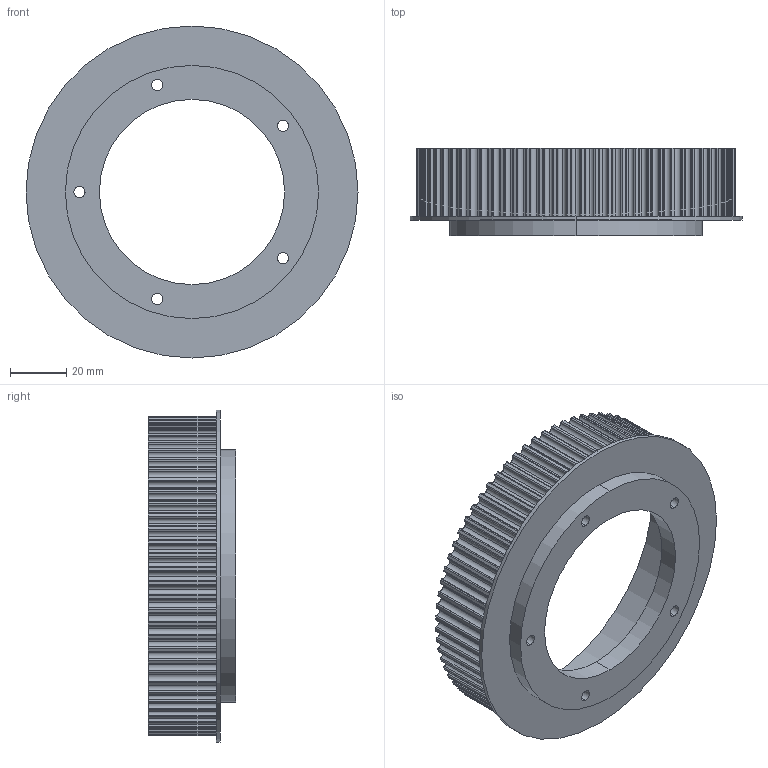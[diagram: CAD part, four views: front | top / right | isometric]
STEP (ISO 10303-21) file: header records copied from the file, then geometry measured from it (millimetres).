
FILE_DESCRIPTION (( 'STEP AP214' ), '1' );
FILE_NAME ('MBS72TWheelPulley.STEP', '2022-02-17T02:52:59', ( '' ), ( '' ), 'SwSTEP 2.0', 'SolidWorks 2022', '' );
FILE_SCHEMA (( 'AUTOMOTIVE_DESIGN' ));
Length unit declared in the file: millimetre
Products named in the file (1): MBS72TWheelPulley
Bounding box: 118 x 31.05 x 118 mm (x, y, z)
Volume: 55738.6 mm3; surface area: 39582.5 mm2
Topology: 1 solids, 1 shells, 457 faces, 1356 edges, 904 vertices
Faces by surface type: cylinder 380, plane 77
Entity records: 15788 total; most frequent: DIRECTION 3032, CARTESIAN_POINT 2718, ORIENTED_EDGE 2712, EDGE_CURVE 1356, AXIS2_PLACEMENT_3D 1218, VERTEX_POINT 904, CIRCLE 760, LINE 596
